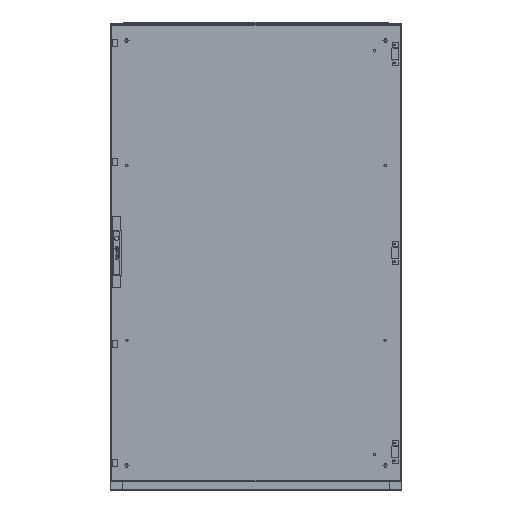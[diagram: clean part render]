
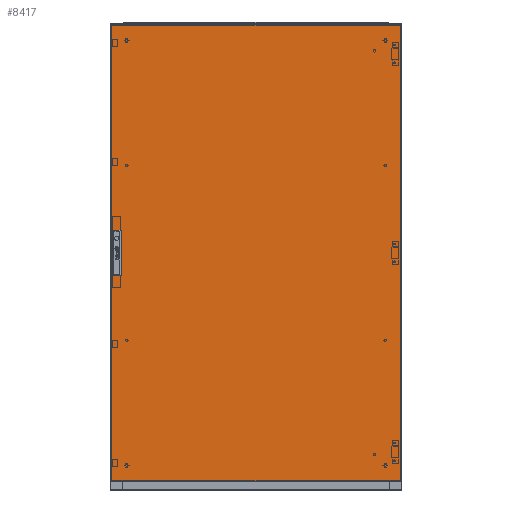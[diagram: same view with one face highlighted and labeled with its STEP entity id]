
A CAD part, top view. The second image highlights one B-rep face of the part: STEP entity #8417.
In plain terms, the highlighted planar face has unit normal (0, 0, 1).
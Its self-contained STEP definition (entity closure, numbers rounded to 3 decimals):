
#383 = ORIENTED_EDGE ( 'NONE', *, *, #29694, .T. ) ;
#688 = EDGE_CURVE ( 'NONE', #13368, #54199, #73473, .T. ) ;
#2053 = VERTEX_POINT ( 'NONE', #10172 ) ;
#2176 = VECTOR ( 'NONE', #26120, 1000. ) ;
#6959 = ORIENTED_EDGE ( 'NONE', *, *, #77348, .T. ) ;
#8304 = PLANE ( 'NONE',  #21807 ) ;
#8417 = ADVANCED_FACE ( 'NONE', ( #87660, #35051 ), #8304, .T. ) ;
#9093 = ORIENTED_EDGE ( 'NONE', *, *, #91674, .T. ) ;
#10172 = CARTESIAN_POINT ( 'NONE',  ( -493.4, -78.5, 0. ) ) ;
#10202 = LINE ( 'NONE', #29569, #27030 ) ;
#10649 = ORIENTED_EDGE ( 'NONE', *, *, #688, .T. ) ;
#11922 = VERTEX_POINT ( 'NONE', #43668 ) ;
#13368 = VERTEX_POINT ( 'NONE', #30892 ) ;
#17582 = VERTEX_POINT ( 'NONE', #53644 ) ;
#21028 = CARTESIAN_POINT ( 'NONE',  ( -497., 783.5, 0. ) ) ;
#21223 = VECTOR ( 'NONE', #38452, 1000. ) ;
#21252 = LINE ( 'NONE', #47536, #2176 ) ;
#21303 = EDGE_CURVE ( 'NONE', #17582, #2053, #32412, .T. ) ;
#21807 = AXIS2_PLACEMENT_3D ( 'NONE', #72904, #87311, #44514 ) ;
#23504 = CARTESIAN_POINT ( 'NONE',  ( 497., -783.5, 0. ) ) ;
#25179 = EDGE_CURVE ( 'NONE', #41411, #11922, #21252, .T. ) ;
#26120 = DIRECTION ( 'NONE',  ( -1., 0., 0. ) ) ;
#26248 = CARTESIAN_POINT ( 'NONE',  ( 497., 783.5, 0. ) ) ;
#27030 = VECTOR ( 'NONE', #36822, 1000. ) ;
#29569 = CARTESIAN_POINT ( 'NONE',  ( -493.4, 78.5, 0. ) ) ;
#29694 = EDGE_CURVE ( 'NONE', #72475, #41411, #50703, .T. ) ;
#30815 = CARTESIAN_POINT ( 'NONE',  ( -497., -783.5, 0. ) ) ;
#30892 = CARTESIAN_POINT ( 'NONE',  ( -463., 78.5, 0. ) ) ;
#31291 = LINE ( 'NONE', #21028, #52679 ) ;
#32065 = CARTESIAN_POINT ( 'NONE',  ( -493.4, 0., 0. ) ) ;
#32412 = LINE ( 'NONE', #32065, #68233 ) ;
#34521 = LINE ( 'NONE', #41439, #70309 ) ;
#35051 = FACE_OUTER_BOUND ( 'NONE', #74613, .T. ) ;
#36822 = DIRECTION ( 'NONE',  ( 1., 0., 0. ) ) ;
#38008 = VERTEX_POINT ( 'NONE', #30815 ) ;
#38452 = DIRECTION ( 'NONE',  ( 1., 0., 0. ) ) ;
#39304 = DIRECTION ( 'NONE',  ( 0., -1., 0. ) ) ;
#41411 = VERTEX_POINT ( 'NONE', #81079 ) ;
#41439 = CARTESIAN_POINT ( 'NONE',  ( -497., -783.5, 0. ) ) ;
#42901 = ORIENTED_EDGE ( 'NONE', *, *, #25179, .T. ) ;
#43668 = CARTESIAN_POINT ( 'NONE',  ( -497., 783.5, 0. ) ) ;
#44514 = DIRECTION ( 'NONE',  ( 1., 0., 0. ) ) ;
#47536 = CARTESIAN_POINT ( 'NONE',  ( -497., 783.5, 0. ) ) ;
#48652 = DIRECTION ( 'NONE',  ( 1., 0., 0. ) ) ;
#50703 = LINE ( 'NONE', #26248, #76452 ) ;
#50952 = ORIENTED_EDGE ( 'NONE', *, *, #21303, .F. ) ;
#52679 = VECTOR ( 'NONE', #71106, 1000. ) ;
#52726 = LINE ( 'NONE', #81330, #21223 ) ;
#53644 = CARTESIAN_POINT ( 'NONE',  ( -493.4, 78.5, 0. ) ) ;
#54035 = CARTESIAN_POINT ( 'NONE',  ( -463., 0., 0. ) ) ;
#54199 = VERTEX_POINT ( 'NONE', #66933 ) ;
#58882 = ORIENTED_EDGE ( 'NONE', *, *, #69030, .F. ) ;
#62943 = EDGE_LOOP ( 'NONE', ( #6959, #10649, #58882, #50952 ) ) ;
#66933 = CARTESIAN_POINT ( 'NONE',  ( -463., -78.5, 0. ) ) ;
#68233 = VECTOR ( 'NONE', #39304, 1000. ) ;
#68291 = DIRECTION ( 'NONE',  ( 0., -1., 0. ) ) ;
#69030 = EDGE_CURVE ( 'NONE', #2053, #54199, #52726, .T. ) ;
#70309 = VECTOR ( 'NONE', #48652, 1000. ) ;
#71106 = DIRECTION ( 'NONE',  ( 0., -1., 0. ) ) ;
#72475 = VERTEX_POINT ( 'NONE', #23504 ) ;
#72904 = CARTESIAN_POINT ( 'NONE',  ( 0., 0., 0. ) ) ;
#73473 = LINE ( 'NONE', #54035, #90187 ) ;
#74613 = EDGE_LOOP ( 'NONE', ( #383, #42901, #84445, #9093 ) ) ;
#76419 = DIRECTION ( 'NONE',  ( 0., 1., 0. ) ) ;
#76452 = VECTOR ( 'NONE', #76419, 1000. ) ;
#77348 = EDGE_CURVE ( 'NONE', #17582, #13368, #10202, .T. ) ;
#81079 = CARTESIAN_POINT ( 'NONE',  ( 497., 783.5, 0. ) ) ;
#81330 = CARTESIAN_POINT ( 'NONE',  ( -493.4, -78.5, 0. ) ) ;
#84445 = ORIENTED_EDGE ( 'NONE', *, *, #85493, .T. ) ;
#85493 = EDGE_CURVE ( 'NONE', #11922, #38008, #31291, .T. ) ;
#87311 = DIRECTION ( 'NONE',  ( 0., 0., 1. ) ) ;
#87660 = FACE_BOUND ( 'NONE', #62943, .T. ) ;
#90187 = VECTOR ( 'NONE', #68291, 1000. ) ;
#91674 = EDGE_CURVE ( 'NONE', #38008, #72475, #34521, .T. ) ;
